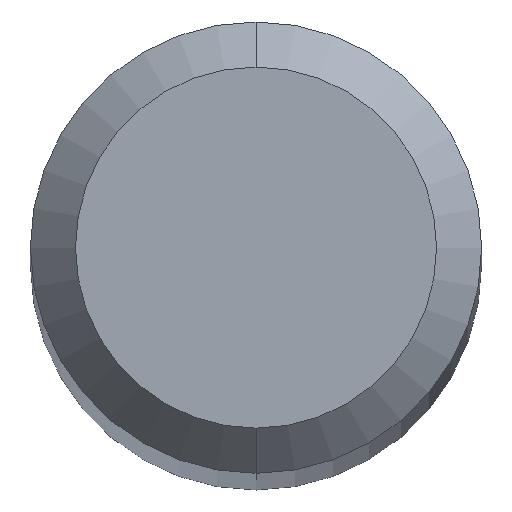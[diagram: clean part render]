
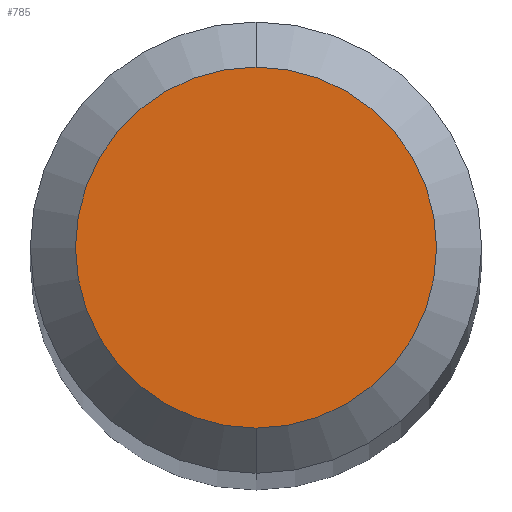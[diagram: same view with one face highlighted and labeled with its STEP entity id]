
A CAD part, top view. The second image highlights one B-rep face of the part: STEP entity #785.
In plain terms, the highlighted planar face has unit normal (0, 0, 1).
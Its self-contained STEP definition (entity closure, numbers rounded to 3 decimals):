
#721=VERTEX_POINT('',#1483);
#725=EDGE_CURVE('',#941,#721,#1487,.T.);
#785=ADVANCED_FACE('',(#1553),#1554,.T.);
#797=EDGE_CURVE('',#721,#941,#1566,.T.);
#941=VERTEX_POINT('',#1726);
#1483=CARTESIAN_POINT('',(0.0,1.2,0.0));
#1487=CIRCLE('',#3413,1.2);
#1553=FACE_OUTER_BOUND('',#3809,.T.);
#1554=PLANE('',#3810);
#1566=CIRCLE('',#3832,1.2);
#1726=CARTESIAN_POINT('',(0.,-1.2,0.0));
#3413=AXIS2_PLACEMENT_3D('',#6460,#6461,#6462);
#3809=EDGE_LOOP('',(#6530,#6531));
#3810=AXIS2_PLACEMENT_3D('',#6532,#6533,#6534);
#3832=AXIS2_PLACEMENT_3D('',#6544,#6545,#6546);
#6460=CARTESIAN_POINT('',(0.0,0.0,0.0));
#6461=DIRECTION('',(0.0,0.0,-1.0));
#6462=DIRECTION('',(0.0,1.0,0.0));
#6530=ORIENTED_EDGE('',*,*,#797,.F.);
#6531=ORIENTED_EDGE('',*,*,#725,.F.);
#6532=CARTESIAN_POINT('',(0.0,0.6,0.0));
#6533=DIRECTION('',(-0.0,0.0,1.0));
#6534=DIRECTION('',(0.0,-1.0,0.0));
#6544=CARTESIAN_POINT('',(0.0,0.0,0.0));
#6545=DIRECTION('',(0.0,0.0,-1.0));
#6546=DIRECTION('',(0.0,1.0,0.0));
